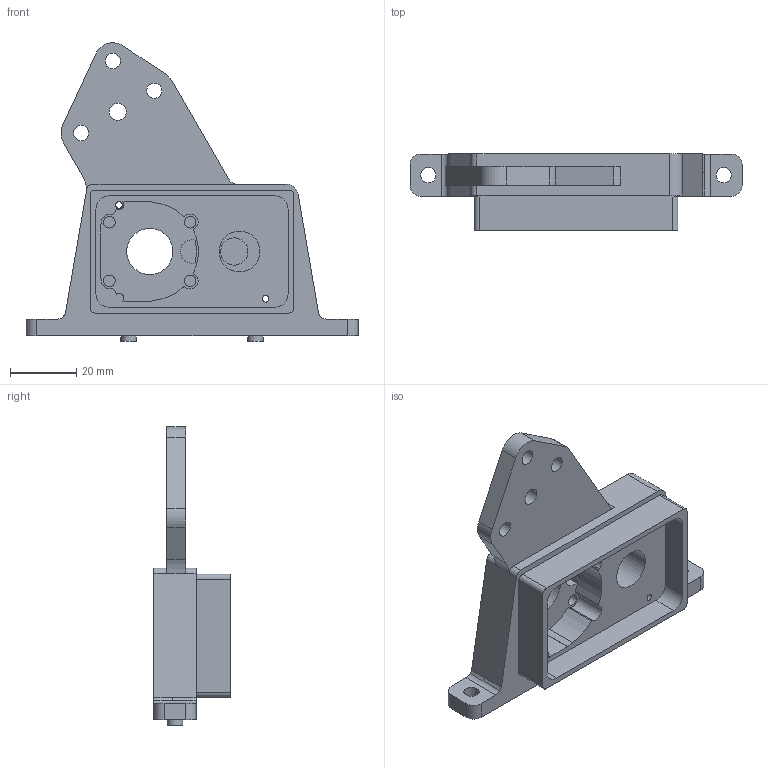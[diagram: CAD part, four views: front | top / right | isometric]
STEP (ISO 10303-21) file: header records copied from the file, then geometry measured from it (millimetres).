
FILE_DESCRIPTION(/* description */ (''),/* implementation_level */ '2;1');
FILE_NAME(/* name */ 'Motor Stack Non-Intake Side.step',/* time_stamp */ '2024-06-27T20:50:34-05:00',/* author */ (''),/* organization */ (''),/* preprocessor_version */ 'ST-DEVELOPER v20',/* originating_system */ 'Autodesk Translation Framework v13.14.0.145',/* authorisation */ '');
FILE_SCHEMA (('AUTOMOTIVE_DESIGN { 1 0 10303 214 3 1 1 }'));
Length unit declared in the file: inch
Products named in the file (1): Motor Stack Non-Intake Side
Bounding box: 99.87 x 22.93 x 89.81 mm (x, y, z)
Volume: 48426.1 mm3; surface area: 18948.8 mm2
Topology: 1 solids, 1 shells, 131 faces, 349 edges, 232 vertices
Faces by surface type: cylinder 62, plane 49, bspline 20
Full cylindrical faces by diameter (mm): 2 x2, 3.5 x4, 4.623 x7, 5.08 x1, 8.2 x1, 12.228 x1, 13.9 x1
Entity records: 4485 total; most frequent: CARTESIAN_POINT 1148, ORIENTED_EDGE 698, DIRECTION 665, EDGE_CURVE 349, AXIS2_PLACEMENT_3D 238, VERTEX_POINT 232, LINE 189, VECTOR 189
